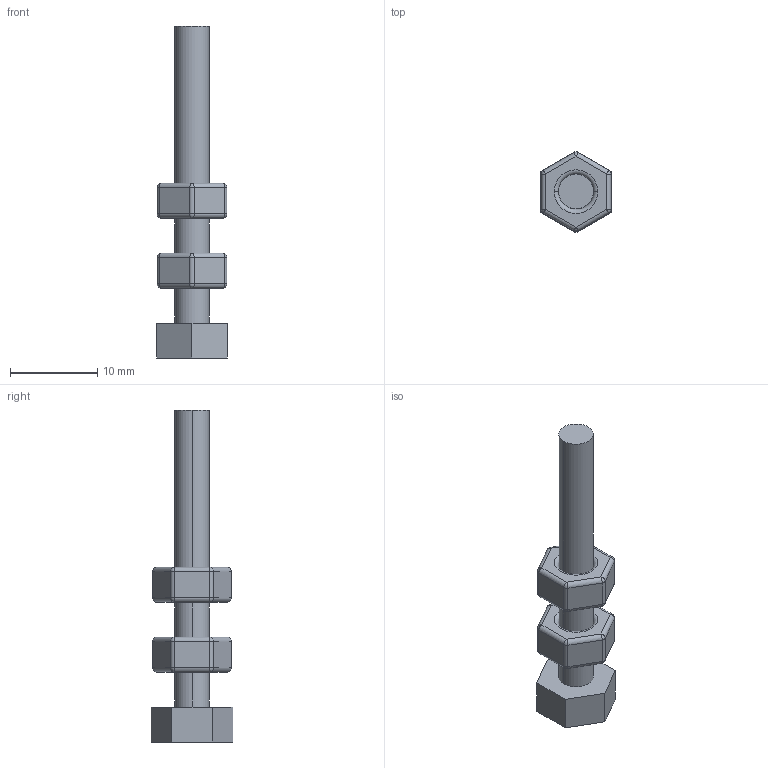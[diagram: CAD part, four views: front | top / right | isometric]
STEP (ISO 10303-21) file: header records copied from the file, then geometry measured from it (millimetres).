
FILE_DESCRIPTION (( 'STEP AP214' ), '1' );
FILE_NAME ('bolt.STEP', '2021-03-25T11:26:44', ( '' ), ( '' ), 'SwSTEP 2.0', 'SolidWorks 2019', '' );
FILE_SCHEMA (( 'AUTOMOTIVE_DESIGN' ));
Length unit declared in the file: millimetre
Products named in the file (1): bolt
Bounding box: 8.07 x 9.32 x 38 mm (x, y, z)
Volume: 986.4 mm3; surface area: 957.5 mm2
Topology: 1 solids, 1 shells, 99 faces, 212 edges, 112 vertices
Faces by surface type: cylinder 42, plane 25, sphere 24, torus 8
Entity records: 2524 total; most frequent: DIRECTION 496, CARTESIAN_POINT 400, ORIENTED_EDGE 392, AXIS2_PLACEMENT_3D 200, EDGE_CURVE 196, EDGE_LOOP 104, VERTEX_POINT 104, CIRCLE 100
